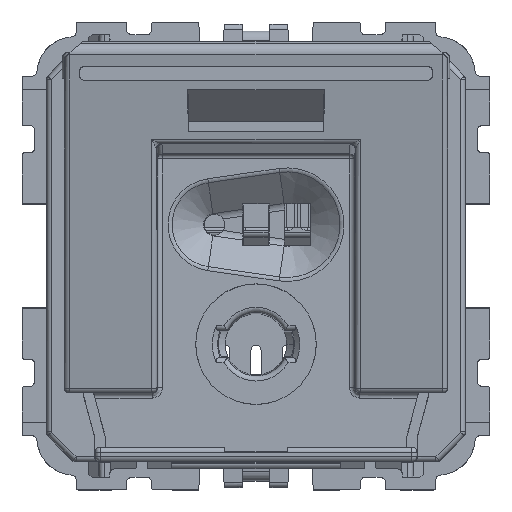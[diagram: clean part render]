
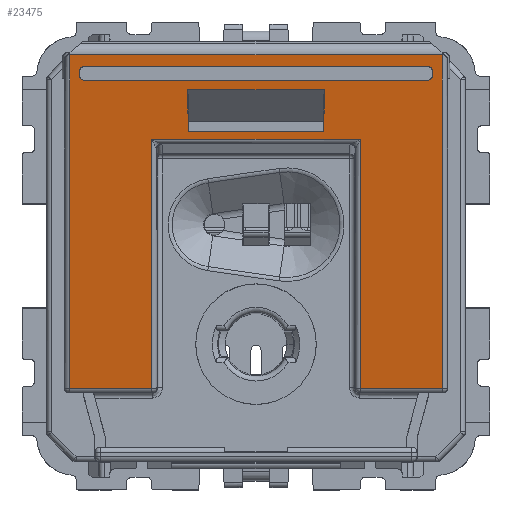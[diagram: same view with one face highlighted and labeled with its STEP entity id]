
A CAD part, top view. The second image highlights one B-rep face of the part: STEP entity #23475.
In plain terms, the highlighted planar face has unit normal (0, -0.174, 0.985).
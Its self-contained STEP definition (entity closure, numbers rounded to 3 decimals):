
#23447=AXIS2_PLACEMENT_3D('Plane Axis2P3D',#23444,#23445,#23446) ;
#10700=CARTESIAN_POINT('Line Origine',(-0.249,11.195,195.11)) ;
#10704=CARTESIAN_POINT('Vertex',(-10.051,11.195,195.11)) ;
#10706=CARTESIAN_POINT('Vertex',(10.051,11.195,195.11)) ;
#10737=CARTESIAN_POINT('Line Origine',(-10.038,3.066,193.676)) ;
#10741=CARTESIAN_POINT('Vertex',(-10.014,-12.773,190.884)) ;
#16107=CARTESIAN_POINT('Vertex',(-17.961,-12.773,190.884)) ;
#16126=CARTESIAN_POINT('Line Origine',(-17.937,3.066,193.676)) ;
#16130=CARTESIAN_POINT('Vertex',(-17.912,19.328,196.544)) ;
#17018=CARTESIAN_POINT('Vertex',(17.021,17.379,196.2)) ;
#17034=CARTESIAN_POINT('Vertex',(16.52,16.88,196.112)) ;
#17038=CARTESIAN_POINT('Control Point',(16.52,16.88,196.112)) ;
#17039=CARTESIAN_POINT('Control Point',(16.718,16.88,196.112)) ;
#17040=CARTESIAN_POINT('Control Point',(16.918,16.987,196.131)) ;
#17041=CARTESIAN_POINT('Control Point',(17.021,17.184,196.166)) ;
#17042=CARTESIAN_POINT('Control Point',(17.021,17.379,196.2)) ;
#17062=CARTESIAN_POINT('Vertex',(-16.52,16.88,196.112)) ;
#17078=CARTESIAN_POINT('Vertex',(-17.021,17.379,196.2)) ;
#17082=CARTESIAN_POINT('Control Point',(-16.52,16.88,196.112)) ;
#17083=CARTESIAN_POINT('Control Point',(-16.718,16.88,196.112)) ;
#17084=CARTESIAN_POINT('Control Point',(-16.918,16.987,196.131)) ;
#17085=CARTESIAN_POINT('Control Point',(-17.021,17.184,196.166)) ;
#17086=CARTESIAN_POINT('Control Point',(-17.021,17.379,196.2)) ;
#17106=CARTESIAN_POINT('Vertex',(-17.021,17.721,196.261)) ;
#17122=CARTESIAN_POINT('Vertex',(-16.522,18.222,196.349)) ;
#17126=CARTESIAN_POINT('Control Point',(-17.021,17.721,196.261)) ;
#17127=CARTESIAN_POINT('Control Point',(-17.022,17.916,196.295)) ;
#17128=CARTESIAN_POINT('Control Point',(-16.92,18.114,196.33)) ;
#17129=CARTESIAN_POINT('Control Point',(-16.72,18.222,196.349)) ;
#17130=CARTESIAN_POINT('Control Point',(-16.522,18.222,196.349)) ;
#17148=CARTESIAN_POINT('Vertex',(17.021,17.721,196.261)) ;
#17154=CARTESIAN_POINT('Control Point',(17.021,17.721,196.261)) ;
#17155=CARTESIAN_POINT('Control Point',(17.022,17.916,196.295)) ;
#17156=CARTESIAN_POINT('Control Point',(16.92,18.114,196.33)) ;
#17157=CARTESIAN_POINT('Control Point',(16.72,18.222,196.349)) ;
#17158=CARTESIAN_POINT('Control Point',(16.522,18.222,196.349)) ;
#17159=CARTESIAN_POINT('Vertex',(16.522,18.222,196.349)) ;
#17189=CARTESIAN_POINT('Control Point',(17.021,17.379,196.2)) ;
#17190=CARTESIAN_POINT('Control Point',(17.021,17.721,196.261)) ;
#17221=CARTESIAN_POINT('Vertex',(6.541,11.959,195.245)) ;
#17225=CARTESIAN_POINT('Control Point',(6.541,11.959,195.245)) ;
#17226=CARTESIAN_POINT('Control Point',(6.553,16.,195.957)) ;
#17227=CARTESIAN_POINT('Vertex',(6.553,16.,195.957)) ;
#17365=CARTESIAN_POINT('Vertex',(17.912,19.328,196.544)) ;
#17399=CARTESIAN_POINT('Vertex',(17.961,-12.773,190.884)) ;
#17550=CARTESIAN_POINT('Vertex',(10.014,-12.773,190.884)) ;
#17682=CARTESIAN_POINT('Vertex',(-6.541,11.959,195.245)) ;
#17685=CARTESIAN_POINT('Line Origine',(-0.02,11.959,195.245)) ;
#17702=CARTESIAN_POINT('Line Origine',(0.,16.,195.957)) ;
#17706=CARTESIAN_POINT('Vertex',(-6.553,16.,195.957)) ;
#17727=CARTESIAN_POINT('Control Point',(-6.553,16.,195.957)) ;
#17728=CARTESIAN_POINT('Control Point',(-6.541,11.959,195.245)) ;
#17742=CARTESIAN_POINT('Line Origine',(0.,18.222,196.349)) ;
#17760=CARTESIAN_POINT('Control Point',(-17.021,17.721,196.261)) ;
#17761=CARTESIAN_POINT('Control Point',(-17.021,17.379,196.2)) ;
#17775=CARTESIAN_POINT('Line Origine',(-0.01,16.88,196.112)) ;
#17792=CARTESIAN_POINT('Line Origine',(0.,19.328,196.544)) ;
#17913=CARTESIAN_POINT('Line Origine',(17.937,3.045,193.673)) ;
#18027=CARTESIAN_POINT('Line Origine',(10.038,3.066,193.676)) ;
#18344=CARTESIAN_POINT('Line Origine',(-0.248,-12.773,190.884)) ;
#23327=CARTESIAN_POINT('Line Origine',(-0.249,-12.773,190.884)) ;
#23444=CARTESIAN_POINT('Axis2P3D Location',(0.,20.125,196.684)) ;
#10701=DIRECTION('Vector Direction',(1.,0.,0.)) ;
#10738=DIRECTION('Vector Direction',(-0.002,0.985,0.174)) ;
#16127=DIRECTION('Vector Direction',(-0.002,-0.985,-0.174)) ;
#17686=DIRECTION('Vector Direction',(-1.,0.,0.)) ;
#17703=DIRECTION('Vector Direction',(-1.,0.,0.)) ;
#17743=DIRECTION('Vector Direction',(1.,0.,0.)) ;
#17776=DIRECTION('Vector Direction',(-1.,0.,0.)) ;
#17793=DIRECTION('Vector Direction',(1.,0.,0.)) ;
#17914=DIRECTION('Vector Direction',(-0.002,0.985,0.174)) ;
#18028=DIRECTION('Vector Direction',(0.002,0.985,0.174)) ;
#18345=DIRECTION('Vector Direction',(1.,0.,0.)) ;
#23328=DIRECTION('Vector Direction',(-1.,0.,0.)) ;
#23445=DIRECTION('Axis2P3D Direction',(0.,-0.174,0.985)) ;
#23446=DIRECTION('Axis2P3D XDirection',(0.,-0.985,-0.174)) ;
#10702=VECTOR('Line Direction',#10701,1.) ;
#10739=VECTOR('Line Direction',#10738,1.) ;
#16128=VECTOR('Line Direction',#16127,1.) ;
#17687=VECTOR('Line Direction',#17686,1.) ;
#17704=VECTOR('Line Direction',#17703,1.) ;
#17744=VECTOR('Line Direction',#17743,1.) ;
#17777=VECTOR('Line Direction',#17776,1.) ;
#17794=VECTOR('Line Direction',#17793,1.) ;
#17915=VECTOR('Line Direction',#17914,1.) ;
#18029=VECTOR('Line Direction',#18028,1.) ;
#18346=VECTOR('Line Direction',#18345,1.) ;
#23329=VECTOR('Line Direction',#23328,1.) ;
#23450=ORIENTED_EDGE('',*,*,#18031,.T.) ;
#23451=ORIENTED_EDGE('',*,*,#18348,.T.) ;
#23452=ORIENTED_EDGE('',*,*,#17917,.T.) ;
#23453=ORIENTED_EDGE('',*,*,#17796,.F.) ;
#23454=ORIENTED_EDGE('',*,*,#16132,.F.) ;
#23455=ORIENTED_EDGE('',*,*,#23331,.F.) ;
#23456=ORIENTED_EDGE('',*,*,#10743,.F.) ;
#23457=ORIENTED_EDGE('',*,*,#10708,.T.) ;
#23460=ORIENTED_EDGE('',*,*,#17043,.T.) ;
#23461=ORIENTED_EDGE('',*,*,#17779,.F.) ;
#23462=ORIENTED_EDGE('',*,*,#17087,.T.) ;
#23463=ORIENTED_EDGE('',*,*,#17762,.F.) ;
#23464=ORIENTED_EDGE('',*,*,#17131,.T.) ;
#23465=ORIENTED_EDGE('',*,*,#17746,.F.) ;
#23466=ORIENTED_EDGE('',*,*,#17161,.T.) ;
#23467=ORIENTED_EDGE('',*,*,#17191,.T.) ;
#23470=ORIENTED_EDGE('',*,*,#17729,.F.) ;
#23471=ORIENTED_EDGE('',*,*,#17708,.F.) ;
#23472=ORIENTED_EDGE('',*,*,#17229,.T.) ;
#23473=ORIENTED_EDGE('',*,*,#17689,.F.) ;
#23468=FACE_BOUND('',#23459,.T.) ;
#23474=FACE_BOUND('',#23469,.T.) ;
#23475=ADVANCED_FACE('EB00466BA.1\\Corps principal',(#23458,#23468,#23474),#23448,.T.) ;
#17037=B_SPLINE_CURVE_WITH_KNOTS('',4,(#17038,#17039,#17040,#17041,#17042),.UNSPECIFIED.,.F.,.U.,(5,5),(0.,1.119),.UNSPECIFIED.) ;
#17081=B_SPLINE_CURVE_WITH_KNOTS('',4,(#17082,#17083,#17084,#17085,#17086),.UNSPECIFIED.,.F.,.U.,(5,5),(0.,1.119),.UNSPECIFIED.) ;
#17125=B_SPLINE_CURVE_WITH_KNOTS('',4,(#17126,#17127,#17128,#17129,#17130),.UNSPECIFIED.,.F.,.U.,(5,5),(0.,1.12),.UNSPECIFIED.) ;
#17153=B_SPLINE_CURVE_WITH_KNOTS('',4,(#17154,#17155,#17156,#17157,#17158),.UNSPECIFIED.,.F.,.U.,(5,5),(0.,1.12),.UNSPECIFIED.) ;
#17188=B_SPLINE_CURVE_WITH_KNOTS('',1,(#17189,#17190),.UNSPECIFIED.,.F.,.U.,(2,2),(-0.175,0.173),.UNSPECIFIED.) ;
#17224=B_SPLINE_CURVE_WITH_KNOTS('',1,(#17225,#17226),.UNSPECIFIED.,.F.,.U.,(2,2),(-2.052,2.052),.UNSPECIFIED.) ;
#17726=B_SPLINE_CURVE_WITH_KNOTS('',1,(#17727,#17728),.UNSPECIFIED.,.F.,.U.,(2,2),(-16.639,-12.536),.UNSPECIFIED.) ;
#17759=B_SPLINE_CURVE_WITH_KNOTS('',1,(#17760,#17761),.UNSPECIFIED.,.F.,.U.,(2,2),(-15.899,-15.552),.UNSPECIFIED.) ;
#10708=EDGE_CURVE('',#10705,#10707,#10703,.T.) ;
#10743=EDGE_CURVE('',#10705,#10742,#10740,.F.) ;
#16132=EDGE_CURVE('',#16108,#16131,#16129,.F.) ;
#17043=EDGE_CURVE('',#17019,#17035,#17037,.F.) ;
#17087=EDGE_CURVE('',#17063,#17079,#17081,.T.) ;
#17131=EDGE_CURVE('',#17107,#17123,#17125,.T.) ;
#17161=EDGE_CURVE('',#17160,#17149,#17153,.F.) ;
#17191=EDGE_CURVE('',#17149,#17019,#17188,.F.) ;
#17229=EDGE_CURVE('',#17228,#17222,#17224,.F.) ;
#17689=EDGE_CURVE('',#17683,#17222,#17688,.F.) ;
#17708=EDGE_CURVE('',#17228,#17707,#17705,.T.) ;
#17729=EDGE_CURVE('',#17707,#17683,#17726,.T.) ;
#17746=EDGE_CURVE('',#17160,#17123,#17745,.F.) ;
#17762=EDGE_CURVE('',#17107,#17079,#17759,.T.) ;
#17779=EDGE_CURVE('',#17063,#17035,#17778,.F.) ;
#17796=EDGE_CURVE('',#16131,#17366,#17795,.T.) ;
#17917=EDGE_CURVE('',#17400,#17366,#17916,.T.) ;
#18031=EDGE_CURVE('',#10707,#17551,#18030,.F.) ;
#18348=EDGE_CURVE('',#17551,#17400,#18347,.T.) ;
#23331=EDGE_CURVE('',#10742,#16108,#23330,.T.) ;
#23449=EDGE_LOOP('',(#23450,#23451,#23452,#23453,#23454,#23455,#23456,#23457)) ;
#23459=EDGE_LOOP('',(#23460,#23461,#23462,#23463,#23464,#23465,#23466,#23467)) ;
#23469=EDGE_LOOP('',(#23470,#23471,#23472,#23473)) ;
#23458=FACE_OUTER_BOUND('',#23449,.T.) ;
#10703=LINE('Line',#10700,#10702) ;
#10740=LINE('Line',#10737,#10739) ;
#16129=LINE('Line',#16126,#16128) ;
#17688=LINE('Line',#17685,#17687) ;
#17705=LINE('Line',#17702,#17704) ;
#17745=LINE('Line',#17742,#17744) ;
#17778=LINE('Line',#17775,#17777) ;
#17795=LINE('Line',#17792,#17794) ;
#17916=LINE('Line',#17913,#17915) ;
#18030=LINE('Line',#18027,#18029) ;
#18347=LINE('Line',#18344,#18346) ;
#23330=LINE('Line',#23327,#23329) ;
#23448=PLANE('',#23447) ;
#10705=VERTEX_POINT('',#10704) ;
#10707=VERTEX_POINT('',#10706) ;
#10742=VERTEX_POINT('',#10741) ;
#16108=VERTEX_POINT('',#16107) ;
#16131=VERTEX_POINT('',#16130) ;
#17019=VERTEX_POINT('',#17018) ;
#17035=VERTEX_POINT('',#17034) ;
#17063=VERTEX_POINT('',#17062) ;
#17079=VERTEX_POINT('',#17078) ;
#17107=VERTEX_POINT('',#17106) ;
#17123=VERTEX_POINT('',#17122) ;
#17149=VERTEX_POINT('',#17148) ;
#17160=VERTEX_POINT('',#17159) ;
#17222=VERTEX_POINT('',#17221) ;
#17228=VERTEX_POINT('',#17227) ;
#17366=VERTEX_POINT('',#17365) ;
#17400=VERTEX_POINT('',#17399) ;
#17551=VERTEX_POINT('',#17550) ;
#17683=VERTEX_POINT('',#17682) ;
#17707=VERTEX_POINT('',#17706) ;
